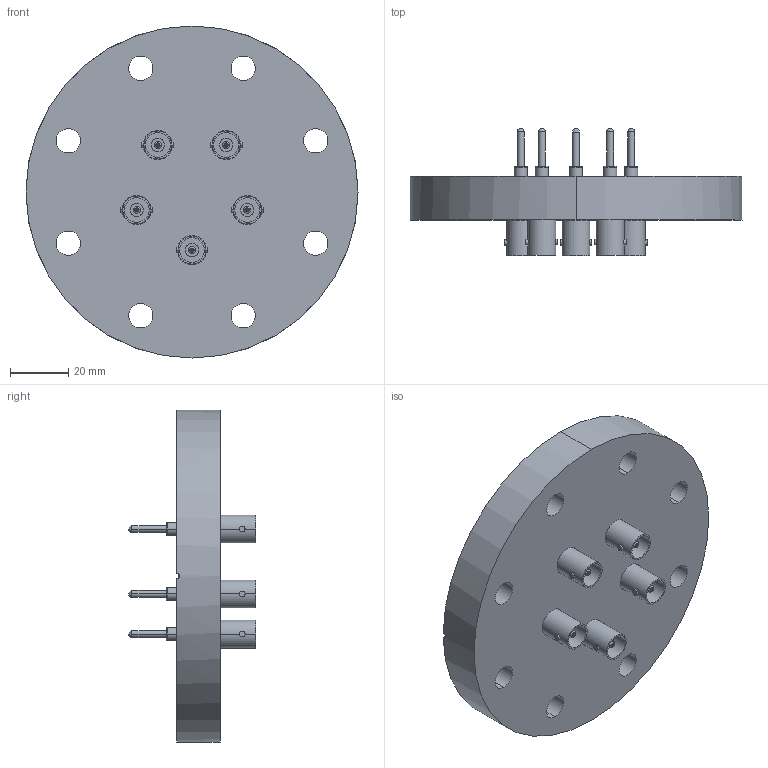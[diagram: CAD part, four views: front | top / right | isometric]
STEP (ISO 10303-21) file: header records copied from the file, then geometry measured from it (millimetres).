
FILE_DESCRIPTION (( 'STEP AP214' ), '1' );
FILE_NAME ('242-BNC50-C63-5.step', '2025-02-18T20:44:13', ( '' ), ( '' ), 'SwSTEP 2.0', 'SolidWorks 2022', '' );
FILE_SCHEMA (( 'AUTOMOTIVE_DESIGN' ));
Length unit declared in the file: millimetre
Products named in the file (3): 242-BNC50-C63-5; 242-BNC50-I; 9411-9.6-X-C63_9411-9.6-5-C63
Assembly tree (6 placements, depth 2):
  242-BNC50-C63-5
    9411-9.6-X-C63_9411-9.6-5-C63
    242-BNC50-I  x5
Bounding box: 114.3 x 43.75 x 114.3 mm (x, y, z)
Volume: 135550.1 mm3; surface area: 39201.1 mm2
Topology: 1 solids, 11 shells, 235 faces, 520 edges, 322 vertices
Faces by surface type: cylinder 142, plane 59, torus 20, bspline 10, cone 4
Entity records: 2991 total; most frequent: CARTESIAN_POINT 611, DIRECTION 536, ORIENTED_EDGE 422, AXIS2_PLACEMENT_3D 233, EDGE_CURVE 212, VERTEX_POINT 138, CIRCLE 134, EDGE_LOOP 129
